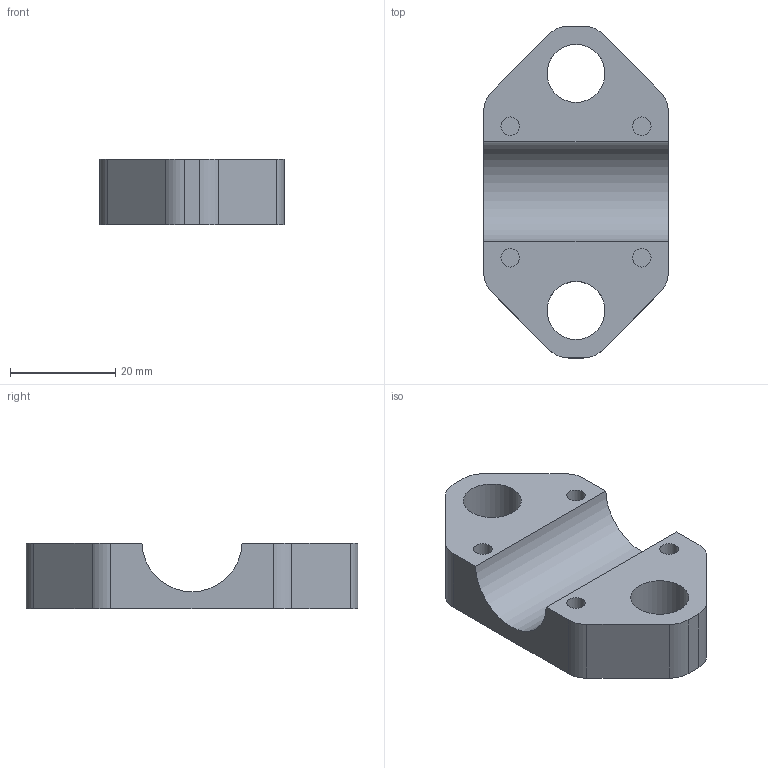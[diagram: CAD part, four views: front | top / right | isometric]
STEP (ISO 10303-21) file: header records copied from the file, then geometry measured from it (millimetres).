
FILE_DESCRIPTION(/* description */ (''),/* implementation_level */ '2;1');
FILE_NAME(/* name */ 'Y_Carriage_Clamp_1.0_F01 v7.step',/* time_stamp */ '2020-09-24T13:21:57-07:00',/* author */ (''),/* organization */ (''),/* preprocessor_version */ 'ST-DEVELOPER v18.1',/* originating_system */ 'Autodesk Translation Framework v9.3.0.1241',/* authorisation */ '');
FILE_SCHEMA (('AUTOMOTIVE_DESIGN { 1 0 10303 214 3 1 1 }'));
Length unit declared in the file: millimetre
Products named in the file (1): Y_Carriage_Clamp_1.0_F01
Bounding box: 35 x 63 x 12.5 mm (x, y, z)
Volume: 14747.9 mm3; surface area: 6834.3 mm2
Topology: 1 solids, 1 shells, 38 faces, 84 edges, 56 vertices
Faces by surface type: cylinder 19, plane 19
Full cylindrical faces by diameter (mm): 3.5 x4, 6 x4, 11 x2
Entity records: 1114 total; most frequent: DIRECTION 200, CARTESIAN_POINT 179, ORIENTED_EDGE 168, EDGE_CURVE 84, AXIS2_PLACEMENT_3D 77, VERTEX_POINT 56, EDGE_LOOP 50, LINE 46
